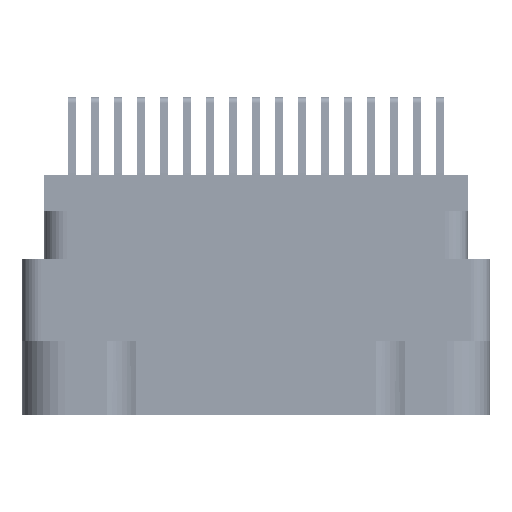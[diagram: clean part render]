
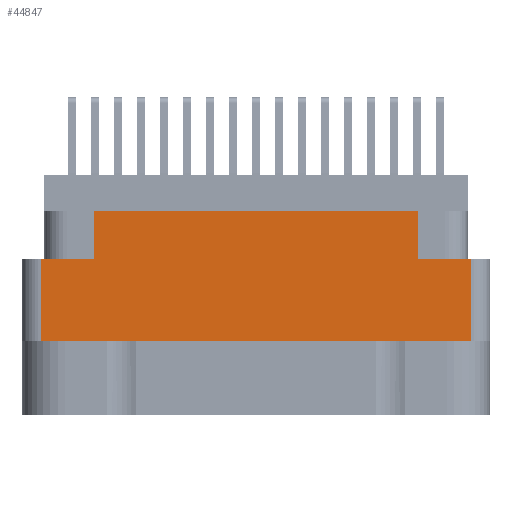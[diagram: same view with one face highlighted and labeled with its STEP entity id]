
A CAD part, left-side view. The second image highlights one B-rep face of the part: STEP entity #44847.
In plain terms, the highlighted planar face has unit normal (-1, 0, 0).
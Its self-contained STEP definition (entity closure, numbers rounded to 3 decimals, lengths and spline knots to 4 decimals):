
#46 = DIRECTION ( 'NONE',  ( 0., 0., -1. ) ) ;
#1839 = ORIENTED_EDGE ( 'NONE', *, *, #59412, .T. ) ;
#2766 = VERTEX_POINT ( 'NONE', #81100 ) ;
#4091 = LINE ( 'NONE', #57719, #43789 ) ;
#8726 = EDGE_CURVE ( 'NONE', #18553, #29184, #4091, .T. ) ;
#9097 = LINE ( 'NONE', #61430, #58146 ) ;
#9120 = DIRECTION ( 'NONE',  ( 0., 0., 1. ) ) ;
#9834 = CARTESIAN_POINT ( 'NONE',  ( -1.375, 0.7005, -0.54 ) ) ;
#10774 = ORIENTED_EDGE ( 'NONE', *, *, #40973, .T. ) ;
#12850 = VERTEX_POINT ( 'NONE', #82483 ) ;
#15136 = EDGE_CURVE ( 'NONE', #62253, #16500, #59791, .T. ) ;
#16500 = VERTEX_POINT ( 'NONE', #18199 ) ;
#18199 = CARTESIAN_POINT ( 'NONE',  ( -1.375, -0.7005, -0.274 ) ) ;
#18463 = CARTESIAN_POINT ( 'NONE',  ( -1.375, 0., -0.274 ) ) ;
#18553 = VERTEX_POINT ( 'NONE', #83145 ) ;
#20856 = DIRECTION ( 'NONE',  ( 0., -1., 0. ) ) ;
#21848 = EDGE_LOOP ( 'NONE', ( #57517, #1839, #10774, #44188, #67446, #63734, #67410, #63096 ) ) ;
#25022 = CARTESIAN_POINT ( 'NONE',  ( -1.375, -0.5285, -0.274 ) ) ;
#27838 = VECTOR ( 'NONE', #51883, 39.3701 ) ;
#29184 = VERTEX_POINT ( 'NONE', #45747 ) ;
#29591 = VERTEX_POINT ( 'NONE', #78645 ) ;
#36214 = DIRECTION ( 'NONE',  ( 0., -1., 0. ) ) ;
#37394 = VECTOR ( 'NONE', #9120, 39.3701 ) ;
#38856 = PLANE ( 'NONE',  #71037 ) ;
#40973 = EDGE_CURVE ( 'NONE', #42475, #29591, #74932, .T. ) ;
#42475 = VERTEX_POINT ( 'NONE', #9834 ) ;
#43789 = VECTOR ( 'NONE', #36214, 39.3701 ) ;
#44120 = EDGE_CURVE ( 'NONE', #29591, #16500, #69356, .T. ) ;
#44188 = ORIENTED_EDGE ( 'NONE', *, *, #44120, .T. ) ;
#44847 = ADVANCED_FACE ( 'NONE', ( #51587 ), #38856, .T. ) ;
#45359 = VECTOR ( 'NONE', #20856, 39.3701 ) ;
#45436 = CARTESIAN_POINT ( 'NONE',  ( -1.375, -0.5285, -0.274 ) ) ;
#45747 = CARTESIAN_POINT ( 'NONE',  ( -1.375, -0.5285, -0.117 ) ) ;
#46061 = EDGE_CURVE ( 'NONE', #62253, #29184, #66119, .T. ) ;
#48661 = CARTESIAN_POINT ( 'NONE',  ( -1.375, -0.7005, -0.78 ) ) ;
#51587 = FACE_OUTER_BOUND ( 'NONE', #21848, .T. ) ;
#51883 = DIRECTION ( 'NONE',  ( 0., -1., 0. ) ) ;
#52460 = CARTESIAN_POINT ( 'NONE',  ( -1.375, -0.7625, -0.78 ) ) ;
#54110 = LINE ( 'NONE', #68200, #75879 ) ;
#55571 = CARTESIAN_POINT ( 'NONE',  ( -1.375, 0., -0.54 ) ) ;
#57517 = ORIENTED_EDGE ( 'NONE', *, *, #81137, .F. ) ;
#57719 = CARTESIAN_POINT ( 'NONE',  ( -1.375, 0.7625, -0.117 ) ) ;
#58146 = VECTOR ( 'NONE', #75501, 39.3701 ) ;
#59412 = EDGE_CURVE ( 'NONE', #12850, #42475, #54110, .T. ) ;
#59501 = DIRECTION ( 'NONE',  ( -1., 0., 0. ) ) ;
#59512 = DIRECTION ( 'NONE',  ( 0., 0., 1. ) ) ;
#59791 = LINE ( 'NONE', #18463, #27838 ) ;
#61430 = CARTESIAN_POINT ( 'NONE',  ( -1.375, 0., -0.274 ) ) ;
#62253 = VERTEX_POINT ( 'NONE', #25022 ) ;
#63096 = ORIENTED_EDGE ( 'NONE', *, *, #85514, .F. ) ;
#63108 = DIRECTION ( 'NONE',  ( 0., 0., 1. ) ) ;
#63534 = LINE ( 'NONE', #83341, #78970 ) ;
#63734 = ORIENTED_EDGE ( 'NONE', *, *, #46061, .T. ) ;
#64113 = VECTOR ( 'NONE', #59512, 39.3701 ) ;
#65661 = DIRECTION ( 'NONE',  ( 0., 0., 1. ) ) ;
#66119 = LINE ( 'NONE', #45436, #64113 ) ;
#67410 = ORIENTED_EDGE ( 'NONE', *, *, #8726, .F. ) ;
#67446 = ORIENTED_EDGE ( 'NONE', *, *, #15136, .F. ) ;
#68200 = CARTESIAN_POINT ( 'NONE',  ( -1.375, 0.7005, -0.78 ) ) ;
#69356 = LINE ( 'NONE', #48661, #37394 ) ;
#71037 = AXIS2_PLACEMENT_3D ( 'NONE', #52460, #59501, #65661 ) ;
#74932 = LINE ( 'NONE', #55571, #45359 ) ;
#75501 = DIRECTION ( 'NONE',  ( 0., -1., 0. ) ) ;
#75879 = VECTOR ( 'NONE', #46, 39.3701 ) ;
#78645 = CARTESIAN_POINT ( 'NONE',  ( -1.375, -0.7005, -0.54 ) ) ;
#78970 = VECTOR ( 'NONE', #63108, 39.3701 ) ;
#81100 = CARTESIAN_POINT ( 'NONE',  ( -1.375, 0.5285, -0.274 ) ) ;
#81137 = EDGE_CURVE ( 'NONE', #12850, #2766, #9097, .T. ) ;
#82483 = CARTESIAN_POINT ( 'NONE',  ( -1.375, 0.7005, -0.274 ) ) ;
#83145 = CARTESIAN_POINT ( 'NONE',  ( -1.375, 0.5285, -0.117 ) ) ;
#83341 = CARTESIAN_POINT ( 'NONE',  ( -1.375, 0.5285, -0.274 ) ) ;
#85514 = EDGE_CURVE ( 'NONE', #2766, #18553, #63534, .T. ) ;
